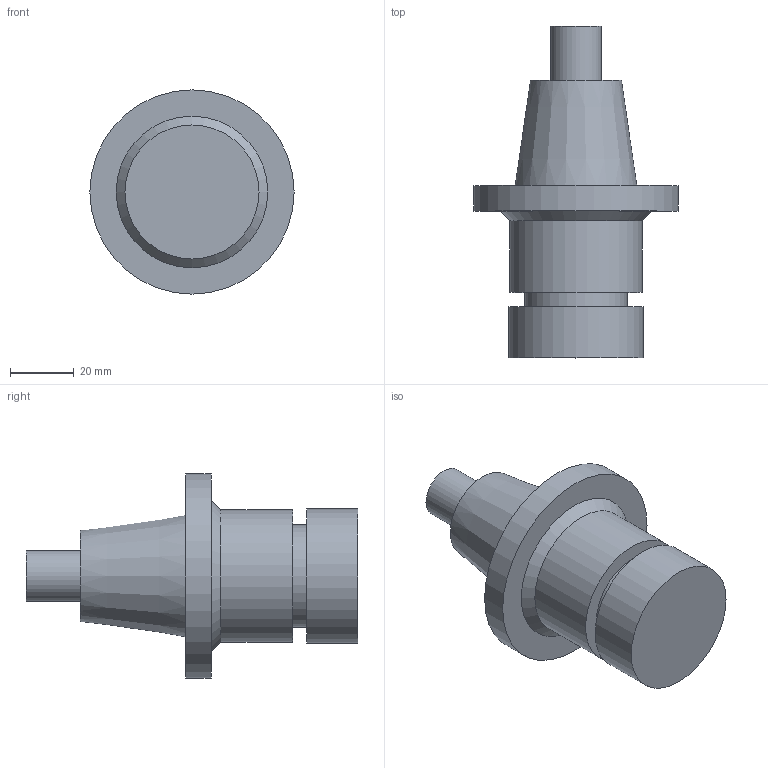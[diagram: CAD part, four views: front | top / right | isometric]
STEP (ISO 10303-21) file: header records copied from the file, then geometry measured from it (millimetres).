
FILE_DESCRIPTION((''),'1');
FILE_NAME('AG35-NBS16.stp','2011-03-14T06:18:04',(''),(''),'Spatial Interop R18','Kubotek KeyCreator V8.5.1 (14335)',' ');
FILE_SCHEMA(('CONFIG_CONTROL_DESIGN'));
Length unit declared in the file: millimetre
Products named in the file (1): 1
Bounding box: 64 x 104 x 64 mm (x, y, z)
Volume: 118966.6 mm3; surface area: 18714.3 mm2
Topology: 1 solids, 1 shells, 14 faces, 20 edges, 13 vertices
Faces by surface type: plane 7, cylinder 5, cone 2
Full cylindrical faces by diameter (mm): 16 x1, 32 x1, 41.5 x1, 42 x1, 64 x1
Entity records: 318 total; most frequent: DIRECTION 56, CARTESIAN_POINT 41, AXIS2_PLACEMENT_3D 28, EDGE_LOOP 26, ORIENTED_EDGE 26, FACE_BOUND 19, ADVANCED_FACE 14, EDGE_CURVE 13
